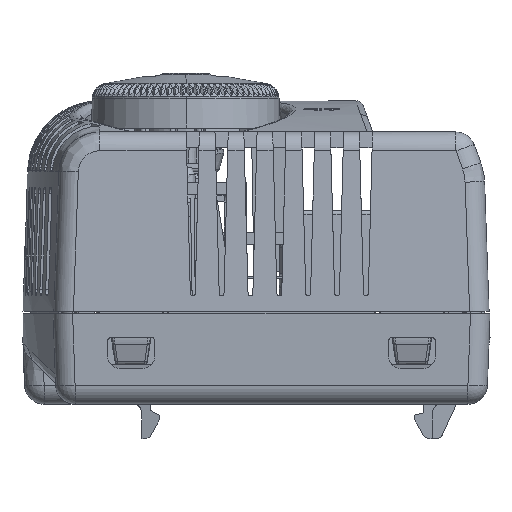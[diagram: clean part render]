
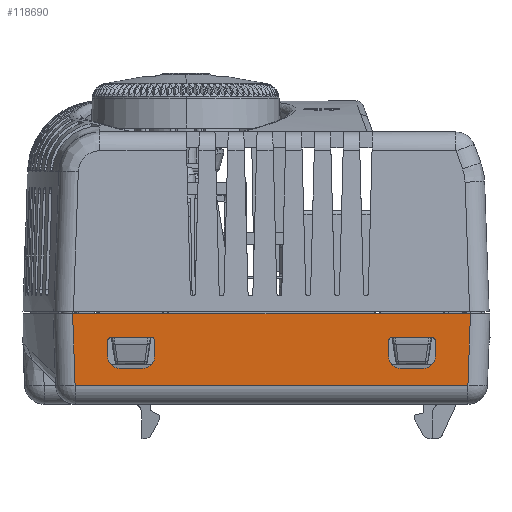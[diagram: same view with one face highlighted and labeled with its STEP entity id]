
A CAD part, left-side view. The second image highlights one B-rep face of the part: STEP entity #118690.
In plain terms, the highlighted face is planar.
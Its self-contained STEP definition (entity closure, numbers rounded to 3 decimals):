
#90917=DIRECTION('',(0.,1.,0.));
#90918=VECTOR('',#90917,50.361);
#90919=CARTESIAN_POINT('',(35.829,-25.181,
3.387));
#90920=LINE('',#90919,#90918);
#90924=DIRECTION('',(0.035,0.035,-0.999));
#90925=VECTOR('',#90924,9.198);
#90926=CARTESIAN_POINT('',(35.829,25.181,3.387));
#90927=LINE('',#90926,#90925);
#90931=DIRECTION('',(0.035,-0.035,-0.999));
#90932=VECTOR('',#90931,9.198);
#90933=CARTESIAN_POINT('',(35.829,-25.181,
3.387));
#90934=LINE('',#90933,#90932);
#90938=DIRECTION('',(0.035,0.,-0.999));
#90939=VECTOR('',#90938,2.001);
#90940=CARTESIAN_POINT('',(35.958,15.,-0.3));
#90941=LINE('',#90940,#90939);
#90945=DIRECTION('',(0.,1.,0.));
#90946=VECTOR('',#90945,5.);
#90947=CARTESIAN_POINT('',(36.045,15.5,-2.8));
#90948=LINE('',#90947,#90946);
#90952=DIRECTION('',(-0.035,0.,0.999));
#90953=VECTOR('',#90952,2.001);
#90954=CARTESIAN_POINT('',(36.028,21.,-2.3));
#90955=LINE('',#90954,#90953);
#90959=DIRECTION('',(0.,-1.,0.));
#90960=VECTOR('',#90959,3.);
#90961=CARTESIAN_POINT('',(35.906,19.5,1.2));
#90962=LINE('',#90961,#90960);
#90966=DIRECTION('',(0.,1.,0.));
#90967=VECTOR('',#90966,5.);
#90968=CARTESIAN_POINT('',(36.045,-20.5,-2.8));
#90969=LINE('',#90968,#90967);
#90973=DIRECTION('',(-0.035,0.,0.999));
#90974=VECTOR('',#90973,2.001);
#90975=CARTESIAN_POINT('',(36.028,-15.,-2.3));
#90976=LINE('',#90975,#90974);
#90980=DIRECTION('',(0.,-1.,0.));
#90981=VECTOR('',#90980,3.);
#90982=CARTESIAN_POINT('',(35.906,-16.5,1.2));
#90983=LINE('',#90982,#90981);
#90987=DIRECTION('',(0.035,0.,-0.999));
#90988=VECTOR('',#90987,2.001);
#90989=CARTESIAN_POINT('',(35.958,-21.,-0.3));
#90990=LINE('',#90989,#90988);
#91036=CARTESIAN_POINT('',(36.15,-25.502,-5.8));
#91047=DIRECTION('',(0.,1.,0.));
#91048=VECTOR('',#91047,51.003);
#91049=CARTESIAN_POINT('',(36.15,-25.502,-5.8));
#91050=LINE('',#91049,#91048);
#105142=CARTESIAN_POINT('',(35.958,15.,-0.3));
#105143=CARTESIAN_POINT('',(35.949,15.,-0.05));
#105144=CARTESIAN_POINT('',(35.936,15.108,
0.341));
#105145=CARTESIAN_POINT('',(35.92,15.417,
0.783));
#105146=CARTESIAN_POINT('',(35.909,15.858,
1.091));
#105147=CARTESIAN_POINT('',(35.906,16.25,1.2));
#105148=CARTESIAN_POINT('',(35.906,16.5,1.2));
#105164=CARTESIAN_POINT('',(35.906,19.5,1.2));
#105165=CARTESIAN_POINT('',(35.906,19.75,1.2));
#105166=CARTESIAN_POINT('',(35.909,20.142,
1.091));
#105167=CARTESIAN_POINT('',(35.92,20.583,
0.783));
#105168=CARTESIAN_POINT('',(35.936,20.892,
0.341));
#105169=CARTESIAN_POINT('',(35.949,21.,-0.05));
#105170=CARTESIAN_POINT('',(35.958,21.,-0.3));
#105268=CARTESIAN_POINT('',(36.028,21.,-2.3));
#105269=CARTESIAN_POINT('',(36.034,21.,-2.467));
#105270=CARTESIAN_POINT('',(36.041,20.874,
-2.674));
#105271=CARTESIAN_POINT('',(36.045,20.667,-2.8));
#105272=CARTESIAN_POINT('',(36.045,20.5,-2.8));
#105286=CARTESIAN_POINT('',(36.045,15.5,-2.8));
#105287=CARTESIAN_POINT('',(36.045,15.333,-2.8));
#105288=CARTESIAN_POINT('',(36.041,15.126,
-2.674));
#105289=CARTESIAN_POINT('',(36.034,15.,-2.467));
#105290=CARTESIAN_POINT('',(36.028,15.,-2.3));
#105304=CARTESIAN_POINT('',(36.028,-15.,-2.3));
#105305=CARTESIAN_POINT('',(36.034,-15.,-2.467));
#105306=CARTESIAN_POINT('',(36.041,-15.126,
-2.674));
#105307=CARTESIAN_POINT('',(36.045,-15.333,-2.8));
#105308=CARTESIAN_POINT('',(36.045,-15.5,-2.8));
#105322=CARTESIAN_POINT('',(35.906,-16.5,1.2));
#105323=CARTESIAN_POINT('',(35.906,-16.25,1.2));
#105324=CARTESIAN_POINT('',(35.909,-15.858,
1.091));
#105325=CARTESIAN_POINT('',(35.92,-15.417,
0.783));
#105326=CARTESIAN_POINT('',(35.936,-15.108,
0.341));
#105327=CARTESIAN_POINT('',(35.949,-15.,-0.05));
#105328=CARTESIAN_POINT('',(35.958,-15.,-0.3));
#105490=CARTESIAN_POINT('',(36.045,-20.5,-2.8));
#105491=CARTESIAN_POINT('',(36.045,-20.667,-2.8));
#105492=CARTESIAN_POINT('',(36.041,-20.874,
-2.674));
#105493=CARTESIAN_POINT('',(36.034,-21.,-2.467));
#105494=CARTESIAN_POINT('',(36.028,-21.,-2.3));
#105508=CARTESIAN_POINT('',(35.958,-21.,-0.3));
#105509=CARTESIAN_POINT('',(35.949,-21.,-0.05));
#105510=CARTESIAN_POINT('',(35.936,-20.892,
0.341));
#105511=CARTESIAN_POINT('',(35.92,-20.583,
0.783));
#105512=CARTESIAN_POINT('',(35.909,-20.142,
1.091));
#105513=CARTESIAN_POINT('',(35.906,-19.75,1.2));
#105514=CARTESIAN_POINT('',(35.906,-19.5,1.2));
#108786=CARTESIAN_POINT('',(36.028,-15.,-2.3));
#108788=VERTEX_POINT('',#108786);
#108790=CARTESIAN_POINT('',(36.045,-15.5,-2.8));
#108792=VERTEX_POINT('',#108790);
#108794=CARTESIAN_POINT('',(36.045,-20.5,-2.8));
#108796=VERTEX_POINT('',#108794);
#108798=CARTESIAN_POINT('',(36.028,-21.,-2.3));
#108800=VERTEX_POINT('',#108798);
#108802=CARTESIAN_POINT('',(36.045,15.5,-2.8));
#108804=VERTEX_POINT('',#108802);
#108806=CARTESIAN_POINT('',(36.028,15.,-2.3));
#108808=VERTEX_POINT('',#108806);
#108810=CARTESIAN_POINT('',(36.028,21.,-2.3));
#108812=VERTEX_POINT('',#108810);
#108814=CARTESIAN_POINT('',(36.045,20.5,-2.8));
#108816=VERTEX_POINT('',#108814);
#108818=CARTESIAN_POINT('',(35.958,15.,-0.3));
#108820=VERTEX_POINT('',#108818);
#108822=CARTESIAN_POINT('',(35.906,16.5,1.2));
#108824=VERTEX_POINT('',#108822);
#108826=CARTESIAN_POINT('',(35.906,19.5,1.2));
#108828=VERTEX_POINT('',#108826);
#108830=CARTESIAN_POINT('',(35.958,21.,-0.3));
#108832=VERTEX_POINT('',#108830);
#108850=CARTESIAN_POINT('',(35.906,-16.5,1.2));
#108852=VERTEX_POINT('',#108850);
#108854=CARTESIAN_POINT('',(35.958,-15.,-0.3));
#108856=VERTEX_POINT('',#108854);
#108858=CARTESIAN_POINT('',(35.958,-21.,-0.3));
#108860=VERTEX_POINT('',#108858);
#108862=CARTESIAN_POINT('',(35.906,-19.5,1.2));
#108864=VERTEX_POINT('',#108862);
#109115=VERTEX_POINT('',#91036);
#109117=CARTESIAN_POINT('',(36.15,25.502,-5.8));
#109118=VERTEX_POINT('',#109117);
#109145=CARTESIAN_POINT('',(35.829,-25.181,
3.387));
#109146=VERTEX_POINT('',#109145);
#109149=CARTESIAN_POINT('',(35.829,25.181,
3.387));
#109150=VERTEX_POINT('',#109149);
#118643=CARTESIAN_POINT('',(36.15,-30.136,-5.8));
#118644=DIRECTION('',(0.999,0.,0.035));
#118645=DIRECTION('',(0.,-1.,0.));
#118646=AXIS2_PLACEMENT_3D('',#118643,#118644,#118645);
#118647=PLANE('',#118646);
#118649=ORIENTED_EDGE('',*,*,#118648,.T.);
#118651=ORIENTED_EDGE('',*,*,#118650,.T.);
#118653=ORIENTED_EDGE('',*,*,#118652,.F.);
#118654=ORIENTED_EDGE('',*,*,#118635,.F.);
#118655=EDGE_LOOP('',(#118649,#118651,#118653,#118654));
#118656=FACE_OUTER_BOUND('',#118655,.F.);
#118658=ORIENTED_EDGE('',*,*,#118657,.T.);
#118660=ORIENTED_EDGE('',*,*,#118659,.F.);
#118661=ORIENTED_EDGE('',*,*,#113690,.T.);
#118663=ORIENTED_EDGE('',*,*,#118662,.F.);
#118665=ORIENTED_EDGE('',*,*,#118664,.T.);
#118667=ORIENTED_EDGE('',*,*,#118666,.F.);
#118669=ORIENTED_EDGE('',*,*,#118668,.T.);
#118671=ORIENTED_EDGE('',*,*,#118670,.F.);
#118672=EDGE_LOOP('',(#118658,#118660,#118661,#118663,#118665,#118667,#118669,
#118671));
#118673=FACE_BOUND('',#118672,.F.);
#118674=ORIENTED_EDGE('',*,*,#113856,.T.);
#118676=ORIENTED_EDGE('',*,*,#118675,.F.);
#118677=ORIENTED_EDGE('',*,*,#113902,.T.);
#118679=ORIENTED_EDGE('',*,*,#118678,.F.);
#118681=ORIENTED_EDGE('',*,*,#118680,.T.);
#118683=ORIENTED_EDGE('',*,*,#118682,.F.);
#118685=ORIENTED_EDGE('',*,*,#118684,.T.);
#118687=ORIENTED_EDGE('',*,*,#118686,.F.);
#118688=EDGE_LOOP('',(#118674,#118676,#118677,#118679,#118681,#118683,#118685,
#118687));
#118689=FACE_BOUND('',#118688,.F.);
#105149=B_SPLINE_CURVE_WITH_KNOTS('',3,(#105142,#105143,#105144,#105145,#105146,
#105147,#105148),.UNSPECIFIED.,.F.,.F.,(4,1,1,1,4),(0.,0.25,0.5,0.75,
1.),.UNSPECIFIED.);
#105171=B_SPLINE_CURVE_WITH_KNOTS('',3,(#105164,#105165,#105166,#105167,#105168,
#105169,#105170),.UNSPECIFIED.,.F.,.F.,(4,1,1,1,4),(0.,0.25,0.5,0.75,
1.),.UNSPECIFIED.);
#105273=B_SPLINE_CURVE_WITH_KNOTS('',3,(#105268,#105269,#105270,#105271,
#105272),.UNSPECIFIED.,.F.,.F.,(4,1,4),(0.,0.5,1.),.UNSPECIFIED.);
#105291=B_SPLINE_CURVE_WITH_KNOTS('',3,(#105286,#105287,#105288,#105289,
#105290),.UNSPECIFIED.,.F.,.F.,(4,1,4),(0.,0.5,1.),.UNSPECIFIED.);
#105309=B_SPLINE_CURVE_WITH_KNOTS('',3,(#105304,#105305,#105306,#105307,
#105308),.UNSPECIFIED.,.F.,.F.,(4,1,4),(0.,0.5,1.),.UNSPECIFIED.);
#105329=B_SPLINE_CURVE_WITH_KNOTS('',3,(#105322,#105323,#105324,#105325,#105326,
#105327,#105328),.UNSPECIFIED.,.F.,.F.,(4,1,1,1,4),(0.,0.25,0.5,0.75,
1.),.UNSPECIFIED.);
#105495=B_SPLINE_CURVE_WITH_KNOTS('',3,(#105490,#105491,#105492,#105493,
#105494),.UNSPECIFIED.,.F.,.F.,(4,1,4),(0.,0.5,1.),.UNSPECIFIED.);
#105515=B_SPLINE_CURVE_WITH_KNOTS('',3,(#105508,#105509,#105510,#105511,#105512,
#105513,#105514),.UNSPECIFIED.,.F.,.F.,(4,1,1,1,4),(0.,0.25,0.5,0.75,
1.),.UNSPECIFIED.);
#113690=EDGE_CURVE('',#108804,#108816,#90948,.T.);
#113856=EDGE_CURVE('',#108796,#108792,#90969,.T.);
#113902=EDGE_CURVE('',#108788,#108856,#90976,.T.);
#118635=EDGE_CURVE('',#109146,#109115,#90934,.T.);
#118648=EDGE_CURVE('',#109146,#109150,#90920,.T.);
#118650=EDGE_CURVE('',#109150,#109118,#90927,.T.);
#118652=EDGE_CURVE('',#109115,#109118,#91050,.T.);
#118657=EDGE_CURVE('',#108820,#108808,#90941,.T.);
#118659=EDGE_CURVE('',#108804,#108808,#105291,.T.);
#118662=EDGE_CURVE('',#108812,#108816,#105273,.T.);
#118664=EDGE_CURVE('',#108812,#108832,#90955,.T.);
#118666=EDGE_CURVE('',#108828,#108832,#105171,.T.);
#118668=EDGE_CURVE('',#108828,#108824,#90962,.T.);
#118670=EDGE_CURVE('',#108820,#108824,#105149,.T.);
#118675=EDGE_CURVE('',#108788,#108792,#105309,.T.);
#118678=EDGE_CURVE('',#108852,#108856,#105329,.T.);
#118680=EDGE_CURVE('',#108852,#108864,#90983,.T.);
#118682=EDGE_CURVE('',#108860,#108864,#105515,.T.);
#118684=EDGE_CURVE('',#108860,#108800,#90990,.T.);
#118686=EDGE_CURVE('',#108796,#108800,#105495,.T.);
#118690=ADVANCED_FACE('',(#118656,#118673,#118689),#118647,.T.);
